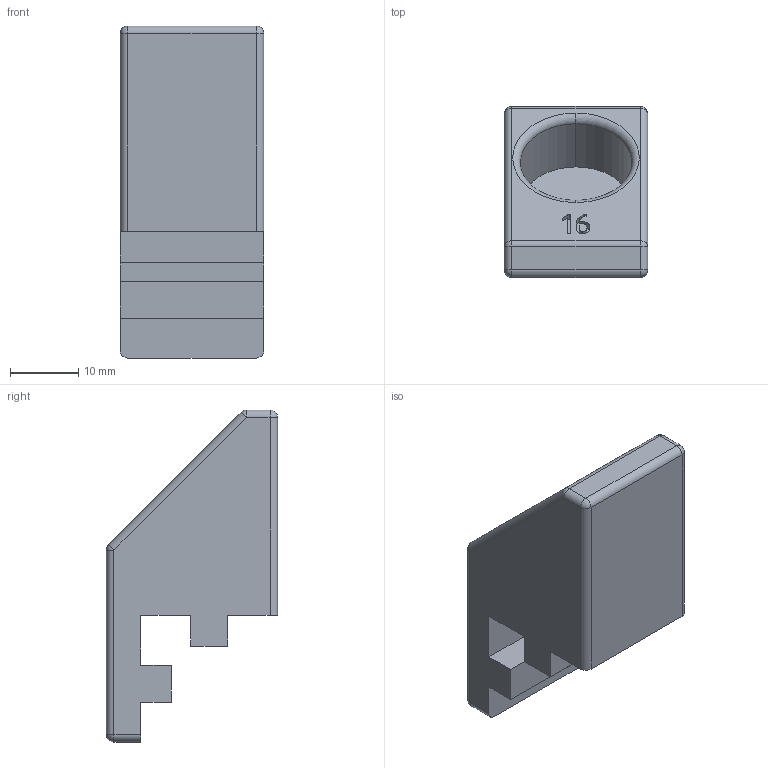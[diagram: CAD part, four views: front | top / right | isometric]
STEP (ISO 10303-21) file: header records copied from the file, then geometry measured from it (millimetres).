
FILE_DESCRIPTION (( 'STEP AP203' ), '1' );
FILE_NAME ('ô16.STEP', '2025-11-05T06:17:32', ( '' ), ( '' ), 'SwSTEP 2.0', 'SolidWorks 2025', '' );
FILE_SCHEMA (( 'CONFIG_CONTROL_DESIGN' ));
Length unit declared in the file: millimetre
Products named in the file (1): ф16
Bounding box: 21 x 25 x 48.5 mm (x, y, z)
Volume: 12346.2 mm3; surface area: 5001 mm2
Topology: 1 solids, 1 shells, 77 faces, 195 edges, 116 vertices
Faces by surface type: plane 31, bspline 20, cylinder 16, sphere 8, torus 2
Entity records: 3030 total; most frequent: CARTESIAN_POINT 1265, ORIENTED_EDGE 374, DIRECTION 299, EDGE_CURVE 187, VERTEX_POINT 116, VECTOR 111, LINE 111, AXIS2_PLACEMENT_3D 94
